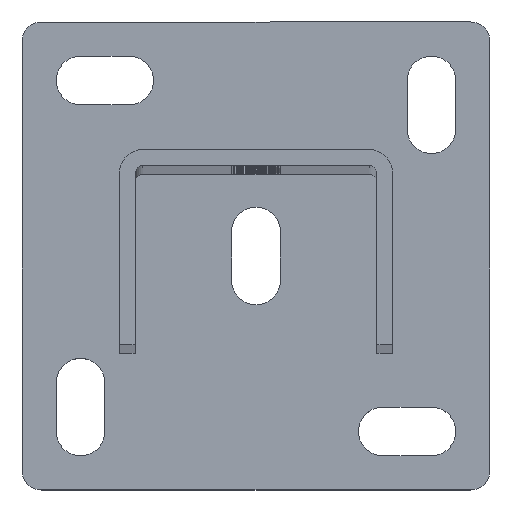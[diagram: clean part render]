
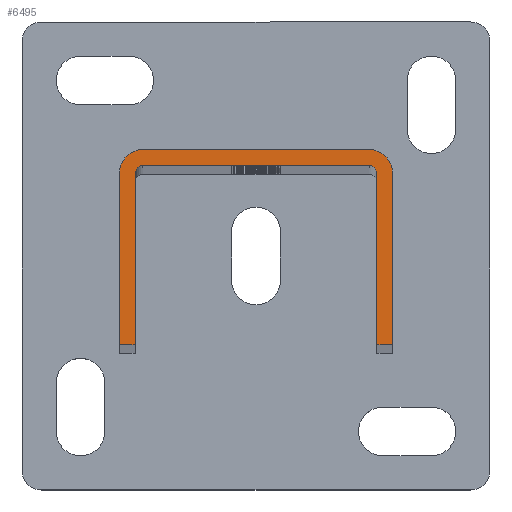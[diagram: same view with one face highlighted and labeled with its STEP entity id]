
A CAD part, top view. The second image highlights one B-rep face of the part: STEP entity #6495.
In plain terms, the highlighted planar face has unit normal (0, 0, 1).
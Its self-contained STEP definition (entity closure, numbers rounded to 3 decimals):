
#90 = CARTESIAN_POINT ( 'NONE',  ( -31., 19., 1308. ) ) ;
#147 = LINE ( 'NONE', #10495, #1084 ) ;
#284 = CARTESIAN_POINT ( 'NONE',  ( -35., -25., 1308. ) ) ;
#680 = VECTOR ( 'NONE', #13105, 1000. ) ;
#891 = CARTESIAN_POINT ( 'NONE',  ( -29., 19., 1308. ) ) ;
#924 = VECTOR ( 'NONE', #4643, 1000. ) ;
#937 = DIRECTION ( 'NONE',  ( 0., -1., 0. ) ) ;
#938 = CIRCLE ( 'NONE', #11446, 6. ) ;
#1084 = VECTOR ( 'NONE', #14084, 1000. ) ;
#1125 = ORIENTED_EDGE ( 'NONE', *, *, #4127, .T. ) ;
#1268 = ORIENTED_EDGE ( 'NONE', *, *, #11522, .F. ) ;
#1370 = DIRECTION ( 'NONE',  ( -1., 0., 0. ) ) ;
#1394 = AXIS2_PLACEMENT_3D ( 'NONE', #11840, #5714, #8020 ) ;
#1630 = ORIENTED_EDGE ( 'NONE', *, *, #9963, .T. ) ;
#1840 = DIRECTION ( 'NONE',  ( -1., 0., 0. ) ) ;
#1933 = LINE ( 'NONE', #14733, #7385 ) ;
#1987 = VERTEX_POINT ( 'NONE', #10019 ) ;
#2444 = ORIENTED_EDGE ( 'NONE', *, *, #14494, .T. ) ;
#2755 = LINE ( 'NONE', #8439, #680 ) ;
#2987 = PLANE ( 'NONE',  #5543 ) ;
#3096 = EDGE_LOOP ( 'NONE', ( #2444, #1268, #9391, #9265, #13738, #9802, #6710, #13137, #5106, #1630, #1125, #13403 ) ) ;
#4127 = EDGE_CURVE ( 'NONE', #10767, #4982, #2755, .T. ) ;
#4332 = CIRCLE ( 'NONE', #1394, 2. ) ;
#4515 = EDGE_CURVE ( 'NONE', #10954, #7240, #938, .T. ) ;
#4643 = DIRECTION ( 'NONE',  ( 0., 1., 0. ) ) ;
#4982 = VERTEX_POINT ( 'NONE', #7626 ) ;
#5106 = ORIENTED_EDGE ( 'NONE', *, *, #14223, .T. ) ;
#5212 = DIRECTION ( 'NONE',  ( -1., 0., 0. ) ) ;
#5334 = VERTEX_POINT ( 'NONE', #7965 ) ;
#5445 = DIRECTION ( 'NONE',  ( 0., 0., -1. ) ) ;
#5543 = AXIS2_PLACEMENT_3D ( 'NONE', #7672, #5445, #1840 ) ;
#5714 = DIRECTION ( 'NONE',  ( 0., 0., -1. ) ) ;
#6392 = CARTESIAN_POINT ( 'NONE',  ( 35., -25., 1308. ) ) ;
#6465 = DIRECTION ( 'NONE',  ( -1., 0., 0. ) ) ;
#6495 = ADVANCED_FACE ( 'NONE', ( #13490 ), #2987, .F. ) ;
#6581 = EDGE_CURVE ( 'NONE', #7240, #5334, #13870, .T. ) ;
#6613 = DIRECTION ( 'NONE',  ( 0., -1., 0. ) ) ;
#6710 = ORIENTED_EDGE ( 'NONE', *, *, #11238, .F. ) ;
#6712 = CIRCLE ( 'NONE', #10390, 2. ) ;
#7014 = EDGE_CURVE ( 'NONE', #4982, #11314, #4332, .T. ) ;
#7194 = CARTESIAN_POINT ( 'NONE',  ( 29., 19., 1308. ) ) ;
#7240 = VERTEX_POINT ( 'NONE', #10218 ) ;
#7385 = VECTOR ( 'NONE', #6613, 1000. ) ;
#7626 = CARTESIAN_POINT ( 'NONE',  ( 29., 21., 1308. ) ) ;
#7672 = CARTESIAN_POINT ( 'NONE',  ( 29., 19., 1308. ) ) ;
#7742 = DIRECTION ( 'NONE',  ( 0., 0., -1. ) ) ;
#7965 = CARTESIAN_POINT ( 'NONE',  ( 35., -25., 1308. ) ) ;
#8020 = DIRECTION ( 'NONE',  ( 1., 0., 0. ) ) ;
#8233 = CARTESIAN_POINT ( 'NONE',  ( -31., -25., 1308. ) ) ;
#8368 = CARTESIAN_POINT ( 'NONE',  ( -31., -25., 1308. ) ) ;
#8439 = CARTESIAN_POINT ( 'NONE',  ( -29., 21., 1308. ) ) ;
#8529 = CIRCLE ( 'NONE', #13895, 6. ) ;
#9069 = EDGE_CURVE ( 'NONE', #10943, #13084, #9661, .T. ) ;
#9168 = LINE ( 'NONE', #8233, #14709 ) ;
#9265 = ORIENTED_EDGE ( 'NONE', *, *, #4515, .F. ) ;
#9368 = EDGE_CURVE ( 'NONE', #1987, #10954, #147, .T. ) ;
#9391 = ORIENTED_EDGE ( 'NONE', *, *, #6581, .F. ) ;
#9661 = LINE ( 'NONE', #8368, #13093 ) ;
#9802 = ORIENTED_EDGE ( 'NONE', *, *, #11942, .F. ) ;
#9830 = CARTESIAN_POINT ( 'NONE',  ( 31., -25., 1308. ) ) ;
#9963 = EDGE_CURVE ( 'NONE', #10674, #10767, #6712, .T. ) ;
#10019 = CARTESIAN_POINT ( 'NONE',  ( -29., 25., 1308. ) ) ;
#10218 = CARTESIAN_POINT ( 'NONE',  ( 35., 19., 1308. ) ) ;
#10390 = AXIS2_PLACEMENT_3D ( 'NONE', #891, #13521, #11081 ) ;
#10495 = CARTESIAN_POINT ( 'NONE',  ( -29., 25., 1308. ) ) ;
#10674 = VERTEX_POINT ( 'NONE', #90 ) ;
#10710 = CARTESIAN_POINT ( 'NONE',  ( 29., 25., 1308. ) ) ;
#10767 = VERTEX_POINT ( 'NONE', #11813 ) ;
#10943 = VERTEX_POINT ( 'NONE', #11775 ) ;
#10954 = VERTEX_POINT ( 'NONE', #10710 ) ;
#11046 = CARTESIAN_POINT ( 'NONE',  ( -29., 19., 1308. ) ) ;
#11081 = DIRECTION ( 'NONE',  ( 1., 0., 0. ) ) ;
#11133 = LINE ( 'NONE', #6392, #11686 ) ;
#11238 = EDGE_CURVE ( 'NONE', #13084, #15128, #12986, .T. ) ;
#11314 = VERTEX_POINT ( 'NONE', #14132 ) ;
#11446 = AXIS2_PLACEMENT_3D ( 'NONE', #7194, #11863, #1370 ) ;
#11522 = EDGE_CURVE ( 'NONE', #5334, #13529, #11133, .T. ) ;
#11686 = VECTOR ( 'NONE', #6465, 1000. ) ;
#11756 = CARTESIAN_POINT ( 'NONE',  ( -35., -25., 1308. ) ) ;
#11775 = CARTESIAN_POINT ( 'NONE',  ( -31., -25., 1308. ) ) ;
#11813 = CARTESIAN_POINT ( 'NONE',  ( -29., 21., 1308. ) ) ;
#11840 = CARTESIAN_POINT ( 'NONE',  ( 29., 19., 1308. ) ) ;
#11863 = DIRECTION ( 'NONE',  ( 0., 0., -1. ) ) ;
#11942 = EDGE_CURVE ( 'NONE', #15128, #1987, #8529, .T. ) ;
#12637 = VECTOR ( 'NONE', #937, 1000. ) ;
#12651 = CARTESIAN_POINT ( 'NONE',  ( 35., 19., 1308. ) ) ;
#12906 = DIRECTION ( 'NONE',  ( 0., 1., 0. ) ) ;
#12986 = LINE ( 'NONE', #11756, #924 ) ;
#13033 = CARTESIAN_POINT ( 'NONE',  ( -35., 19., 1308. ) ) ;
#13084 = VERTEX_POINT ( 'NONE', #284 ) ;
#13093 = VECTOR ( 'NONE', #14178, 1000. ) ;
#13105 = DIRECTION ( 'NONE',  ( 1., 0., 0. ) ) ;
#13137 = ORIENTED_EDGE ( 'NONE', *, *, #9069, .F. ) ;
#13403 = ORIENTED_EDGE ( 'NONE', *, *, #7014, .T. ) ;
#13490 = FACE_OUTER_BOUND ( 'NONE', #3096, .T. ) ;
#13521 = DIRECTION ( 'NONE',  ( 0., 0., -1. ) ) ;
#13529 = VERTEX_POINT ( 'NONE', #9830 ) ;
#13738 = ORIENTED_EDGE ( 'NONE', *, *, #9368, .F. ) ;
#13870 = LINE ( 'NONE', #12651, #12637 ) ;
#13895 = AXIS2_PLACEMENT_3D ( 'NONE', #11046, #7742, #5212 ) ;
#14084 = DIRECTION ( 'NONE',  ( 1., 0., 0. ) ) ;
#14132 = CARTESIAN_POINT ( 'NONE',  ( 31., 19., 1308. ) ) ;
#14178 = DIRECTION ( 'NONE',  ( -1., 0., 0. ) ) ;
#14223 = EDGE_CURVE ( 'NONE', #10943, #10674, #9168, .T. ) ;
#14494 = EDGE_CURVE ( 'NONE', #11314, #13529, #1933, .T. ) ;
#14709 = VECTOR ( 'NONE', #12906, 1000. ) ;
#14733 = CARTESIAN_POINT ( 'NONE',  ( 31., 19., 1308. ) ) ;
#15128 = VERTEX_POINT ( 'NONE', #13033 ) ;
